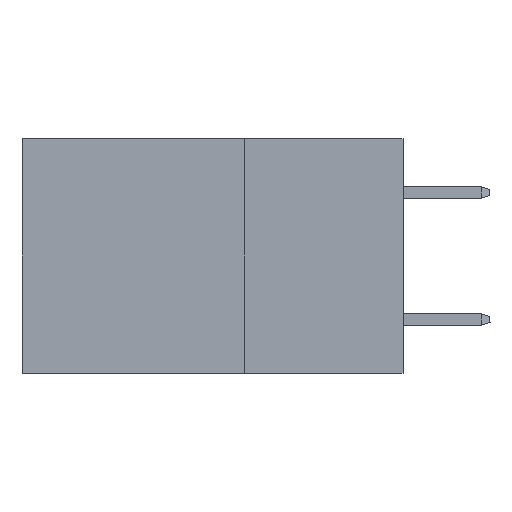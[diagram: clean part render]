
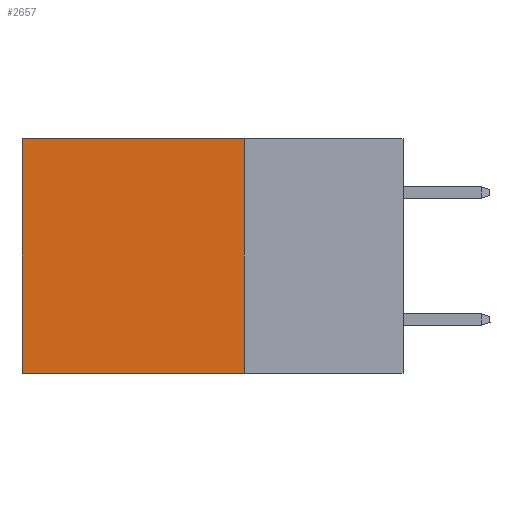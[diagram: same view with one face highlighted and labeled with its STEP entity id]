
A CAD part, left-side view. The second image highlights one B-rep face of the part: STEP entity #2657.
In plain terms, the highlighted planar face has unit normal (-1, 0, 0).
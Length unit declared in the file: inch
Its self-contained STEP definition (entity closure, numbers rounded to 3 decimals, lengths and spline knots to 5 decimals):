
#364 = VERTEX_POINT ( 'NONE', #10552 ) ;
#422 = VECTOR ( 'NONE', #10163, 39.37008 ) ;
#682 = VERTEX_POINT ( 'NONE', #9290 ) ;
#799 = VECTOR ( 'NONE', #3363, 39.37008 ) ;
#1028 = EDGE_CURVE ( 'NONE', #7898, #2631, #5701, .T. ) ;
#2631 = VERTEX_POINT ( 'NONE', #9945 ) ;
#2657 = ADVANCED_FACE ( 'NONE', ( #12324 ), #7477, .F. ) ;
#3244 = DIRECTION ( 'NONE',  ( 0., 0., -1. ) ) ;
#3363 = DIRECTION ( 'NONE',  ( 0., 0., -1. ) ) ;
#3463 = ORIENTED_EDGE ( 'NONE', *, *, #11854, .T. ) ;
#3548 = VECTOR ( 'NONE', #4722, 39.37008 ) ;
#3639 = LINE ( 'NONE', #7633, #10456 ) ;
#4145 = CARTESIAN_POINT ( 'NONE',  ( 0.2875, 0.6, 0. ) ) ;
#4722 = DIRECTION ( 'NONE',  ( 0., 0., -1. ) ) ;
#4749 = ORIENTED_EDGE ( 'NONE', *, *, #11081, .F. ) ;
#5194 = CARTESIAN_POINT ( 'NONE',  ( 0.2875, 0.25, 0. ) ) ;
#5701 = LINE ( 'NONE', #11808, #3548 ) ;
#6143 = LINE ( 'NONE', #10960, #422 ) ;
#7172 = ORIENTED_EDGE ( 'NONE', *, *, #10790, .F. ) ;
#7477 = PLANE ( 'NONE',  #11932 ) ;
#7494 = EDGE_LOOP ( 'NONE', ( #8448, #7172, #4749, #3463 ) ) ;
#7633 = CARTESIAN_POINT ( 'NONE',  ( 0.2875, 0.25, -0.37 ) ) ;
#7898 = VERTEX_POINT ( 'NONE', #4145 ) ;
#8413 = CARTESIAN_POINT ( 'NONE',  ( 0.2875, 0.25, 0. ) ) ;
#8448 = ORIENTED_EDGE ( 'NONE', *, *, #1028, .T. ) ;
#9290 = CARTESIAN_POINT ( 'NONE',  ( 0.2875, 0.25, 0. ) ) ;
#9945 = CARTESIAN_POINT ( 'NONE',  ( 0.2875, 0.6, -0.37 ) ) ;
#10163 = DIRECTION ( 'NONE',  ( 0., 1., 0. ) ) ;
#10204 = LINE ( 'NONE', #5194, #799 ) ;
#10456 = VECTOR ( 'NONE', #11761, 39.37008 ) ;
#10552 = CARTESIAN_POINT ( 'NONE',  ( 0.2875, 0.25, -0.37 ) ) ;
#10790 = EDGE_CURVE ( 'NONE', #364, #2631, #3639, .T. ) ;
#10960 = CARTESIAN_POINT ( 'NONE',  ( 0.2875, 0.25, 0. ) ) ;
#11081 = EDGE_CURVE ( 'NONE', #682, #364, #10204, .T. ) ;
#11242 = DIRECTION ( 'NONE',  ( 1., 0., 0. ) ) ;
#11761 = DIRECTION ( 'NONE',  ( 0., 1., 0. ) ) ;
#11808 = CARTESIAN_POINT ( 'NONE',  ( 0.2875, 0.6, 0. ) ) ;
#11854 = EDGE_CURVE ( 'NONE', #682, #7898, #6143, .T. ) ;
#11932 = AXIS2_PLACEMENT_3D ( 'NONE', #8413, #11242, #3244 ) ;
#12324 = FACE_OUTER_BOUND ( 'NONE', #7494, .T. ) ;
